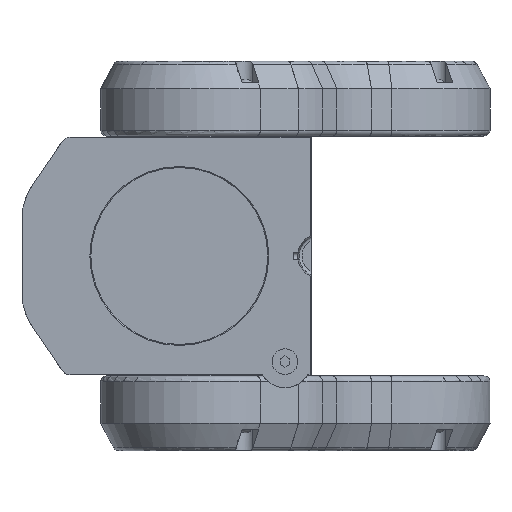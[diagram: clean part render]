
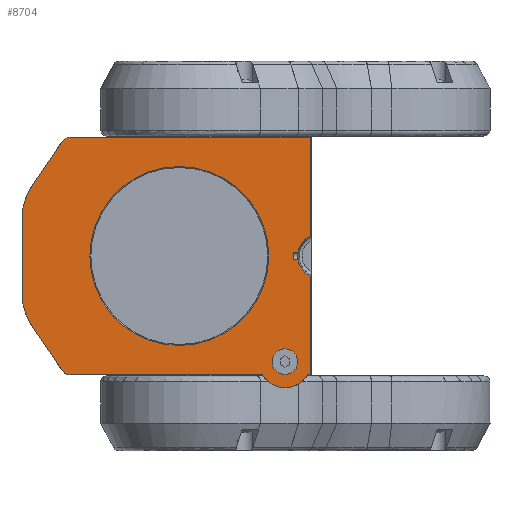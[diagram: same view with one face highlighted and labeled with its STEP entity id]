
A CAD part, front view. The second image highlights one B-rep face of the part: STEP entity #8704.
In plain terms, the highlighted planar face has unit normal (0, -1, 0).
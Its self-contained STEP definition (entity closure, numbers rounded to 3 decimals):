
#1543=CARTESIAN_POINT('',(53.74,0.,-53.74));
#1544=DIRECTION('',(0.,1.,0.));
#1545=DIRECTION('',(0.,0.,-1.));
#1546=AXIS2_PLACEMENT_3D('',#1543,#1544,#1545);
#1551=CARTESIAN_POINT('',(53.74,0.,-53.74));
#1552=DIRECTION('',(0.,1.,0.));
#1553=DIRECTION('',(0.86,0.,-0.51));
#1554=AXIS2_PLACEMENT_3D('',#1551,#1552,#1553);
#1812=CARTESIAN_POINT('',(60.306,0.,2.));
#1857=DIRECTION('',(-1.,0.,0.));
#1858=VECTOR('',#1857,97.696);
#1859=CARTESIAN_POINT('',(42.344,0.,-60.5));
#1860=LINE('',#1859,#1858);
#1864=CARTESIAN_POINT('',(-55.352,0.,-55.5));
#1865=DIRECTION('',(0.,1.,0.));
#1866=DIRECTION('',(0.,0.,-1.));
#1867=AXIS2_PLACEMENT_3D('',#1864,#1865,#1866);
#1872=DIRECTION('',(-0.562,0.,0.827));
#1873=VECTOR('',#1872,27.272);
#1874=CARTESIAN_POINT('',(-59.488,0.,-58.31));
#1875=LINE('',#1874,#1873);
#1879=CARTESIAN_POINT('',(-50.,0.,-18.893));
#1880=DIRECTION('',(0.,1.,0.));
#1881=DIRECTION('',(-0.827,0.,-0.562));
#1882=AXIS2_PLACEMENT_3D('',#1879,#1880,#1881);
#1887=CARTESIAN_POINT('',(-50.,0.,18.893));
#1888=DIRECTION('',(0.,1.,0.));
#1889=DIRECTION('',(-0.983,0.,0.182));
#1890=AXIS2_PLACEMENT_3D('',#1887,#1888,#1889);
#1895=DIRECTION('',(0.562,0.,0.827));
#1896=VECTOR('',#1895,27.272);
#1897=CARTESIAN_POINT('',(-74.814,0.,35.752));
#1898=LINE('',#1897,#1896);
#1902=CARTESIAN_POINT('',(-55.352,0.,55.5));
#1903=DIRECTION('',(0.,1.,0.));
#1904=DIRECTION('',(-0.827,0.,0.562));
#1905=AXIS2_PLACEMENT_3D('',#1902,#1903,#1904);
#1910=DIRECTION('',(1.,0.,0.));
#1911=VECTOR('',#1910,121.852);
#1912=CARTESIAN_POINT('',(-55.352,0.,60.5));
#1913=LINE('',#1912,#1911);
#1917=CARTESIAN_POINT('',(71.5,0.,0.));
#1918=DIRECTION('',(0.,-1.,0.));
#1919=DIRECTION('',(-0.44,0.,0.898));
#1920=AXIS2_PLACEMENT_3D('',#1917,#1918,#1919);
#1925=DIRECTION('',(-1.,0.,0.));
#1926=VECTOR('',#1925,2.386);
#1927=CARTESIAN_POINT('',(60.306,0.,2.));
#1928=LINE('',#1927,#1926);
#1932=DIRECTION('',(0.,0.,-1.));
#1933=VECTOR('',#1932,4.);
#1934=CARTESIAN_POINT('',(57.92,0.,2.));
#1935=LINE('',#1934,#1933);
#1939=DIRECTION('',(1.,0.,0.));
#1940=VECTOR('',#1939,2.386);
#1941=CARTESIAN_POINT('',(57.92,0.,-2.));
#1942=LINE('',#1941,#1940);
#1946=CARTESIAN_POINT('',(71.5,0.,0.));
#1947=DIRECTION('',(0.,-1.,0.));
#1948=DIRECTION('',(-0.984,0.,-0.176));
#1949=AXIS2_PLACEMENT_3D('',#1946,#1947,#1948);
#1954=DIRECTION('',(-1.,0.,0.));
#1955=VECTOR('',#1954,1.364);
#1956=CARTESIAN_POINT('',(66.5,0.,-60.5));
#1957=LINE('',#1956,#1955);
#1961=CARTESIAN_POINT('',(53.74,0.,-53.74));
#1962=DIRECTION('',(0.,-1.,0.));
#1963=DIRECTION('',(0.,0.,-1.));
#1964=AXIS2_PLACEMENT_3D('',#1961,#1962,#1963);
#1969=CARTESIAN_POINT('',(53.74,0.,-53.74));
#1970=DIRECTION('',(0.,-1.,0.));
#1971=DIRECTION('',(0.,0.,1.));
#1972=AXIS2_PLACEMENT_3D('',#1969,#1970,#1971);
#1977=CARTESIAN_POINT('',(0.,0.,0.));
#1978=DIRECTION('',(0.,-1.,0.));
#1979=DIRECTION('',(0.,0.,1.));
#1980=AXIS2_PLACEMENT_3D('',#1977,#1978,#1979);
#1985=CARTESIAN_POINT('',(0.,0.,0.));
#1986=DIRECTION('',(0.,-1.,0.));
#1987=DIRECTION('',(0.,0.,-1.));
#1988=AXIS2_PLACEMENT_3D('',#1985,#1986,#1987);
#4815=DIRECTION('',(0.,0.,-1.));
#4816=VECTOR('',#4815,50.287);
#4817=CARTESIAN_POINT('',(66.5,0.,60.5));
#4818=LINE('',#4817,#4816);
#5108=DIRECTION('',(0.,0.,1.));
#5109=VECTOR('',#5108,48.694);
#5110=CARTESIAN_POINT('',(-79.5,0.,-24.347));
#5111=LINE('',#5110,#5109);
#5274=DIRECTION('',(0.,0.,-1.));
#5275=VECTOR('',#5274,50.287);
#5276=CARTESIAN_POINT('',(66.5,0.,-10.213));
#5277=LINE('',#5276,#5275);
#7127=CARTESIAN_POINT('',(65.136,0.,-60.5));
#7128=VERTEX_POINT('',#7127);
#7129=CARTESIAN_POINT('',(53.74,0.,-66.99));
#7130=VERTEX_POINT('',#7129);
#7131=CARTESIAN_POINT('',(42.344,0.,-60.5));
#7132=VERTEX_POINT('',#7131);
#7301=CARTESIAN_POINT('',(-55.352,0.,-60.5));
#7302=VERTEX_POINT('',#7301);
#7303=CARTESIAN_POINT('',(66.5,0.,-60.5));
#7304=VERTEX_POINT('',#7303);
#7325=CARTESIAN_POINT('',(60.306,0.,-2.));
#7326=CARTESIAN_POINT('',(66.5,0.,-10.213));
#7327=VERTEX_POINT('',#7325);
#7328=VERTEX_POINT('',#7326);
#7331=VERTEX_POINT('',#1812);
#7332=CARTESIAN_POINT('',(66.5,0.,10.213));
#7333=VERTEX_POINT('',#7332);
#7334=CARTESIAN_POINT('',(-59.488,0.,-58.31));
#7335=VERTEX_POINT('',#7334);
#7336=CARTESIAN_POINT('',(-74.814,0.,-35.752));
#7337=VERTEX_POINT('',#7336);
#7338=CARTESIAN_POINT('',(-79.5,0.,-24.347));
#7339=VERTEX_POINT('',#7338);
#7340=CARTESIAN_POINT('',(-79.5,0.,24.347));
#7341=VERTEX_POINT('',#7340);
#7342=CARTESIAN_POINT('',(-74.814,0.,35.752));
#7343=VERTEX_POINT('',#7342);
#7344=CARTESIAN_POINT('',(-59.488,0.,58.31));
#7345=VERTEX_POINT('',#7344);
#7346=CARTESIAN_POINT('',(-55.352,0.,60.5));
#7347=VERTEX_POINT('',#7346);
#7348=CARTESIAN_POINT('',(66.5,0.,60.5));
#7349=VERTEX_POINT('',#7348);
#7350=CARTESIAN_POINT('',(57.92,0.,2.));
#7351=VERTEX_POINT('',#7350);
#7352=CARTESIAN_POINT('',(57.92,0.,-2.));
#7353=VERTEX_POINT('',#7352);
#7354=CARTESIAN_POINT('',(53.74,0.,-60.24));
#7355=CARTESIAN_POINT('',(53.74,0.,-47.24));
#7356=VERTEX_POINT('',#7354);
#7357=VERTEX_POINT('',#7355);
#7358=CARTESIAN_POINT('',(0.,0.,45.5));
#7359=CARTESIAN_POINT('',(0.,0.,-45.5));
#7360=VERTEX_POINT('',#7358);
#7361=VERTEX_POINT('',#7359);
#8653=CARTESIAN_POINT('',(66.5,0.,-60.5));
#8654=DIRECTION('',(0.,1.,0.));
#8655=DIRECTION('',(0.,0.,-1.));
#8656=AXIS2_PLACEMENT_3D('',#8653,#8654,#8655);
#8657=PLANE('',#8656);
#8658=ORIENTED_EDGE('',*,*,#8497,.T.);
#8659=ORIENTED_EDGE('',*,*,#8576,.T.);
#8661=ORIENTED_EDGE('',*,*,#8660,.T.);
#8663=ORIENTED_EDGE('',*,*,#8662,.T.);
#8665=ORIENTED_EDGE('',*,*,#8664,.T.);
#8667=ORIENTED_EDGE('',*,*,#8666,.T.);
#8669=ORIENTED_EDGE('',*,*,#8668,.T.);
#8671=ORIENTED_EDGE('',*,*,#8670,.T.);
#8673=ORIENTED_EDGE('',*,*,#8672,.T.);
#8675=ORIENTED_EDGE('',*,*,#8674,.T.);
#8677=ORIENTED_EDGE('',*,*,#8676,.T.);
#8678=ORIENTED_EDGE('',*,*,#8640,.T.);
#8680=ORIENTED_EDGE('',*,*,#8679,.T.);
#8682=ORIENTED_EDGE('',*,*,#8681,.T.);
#8684=ORIENTED_EDGE('',*,*,#8683,.T.);
#8685=ORIENTED_EDGE('',*,*,#8632,.T.);
#8687=ORIENTED_EDGE('',*,*,#8686,.T.);
#8688=ORIENTED_EDGE('',*,*,#8581,.T.);
#8689=ORIENTED_EDGE('',*,*,#8499,.T.);
#8690=EDGE_LOOP('',(#8658,#8659,#8661,#8663,#8665,#8667,#8669,#8671,#8673,#8675,
#8677,#8678,#8680,#8682,#8684,#8685,#8687,#8688,#8689));
#8691=FACE_OUTER_BOUND('',#8690,.F.);
#8693=ORIENTED_EDGE('',*,*,#8692,.T.);
#8695=ORIENTED_EDGE('',*,*,#8694,.T.);
#8696=EDGE_LOOP('',(#8693,#8695));
#8697=FACE_BOUND('',#8696,.F.);
#8699=ORIENTED_EDGE('',*,*,#8698,.T.);
#8701=ORIENTED_EDGE('',*,*,#8700,.T.);
#8702=EDGE_LOOP('',(#8699,#8701));
#8703=FACE_BOUND('',#8702,.F.);
#1547=CIRCLE('',#1546,13.25);
#1555=CIRCLE('',#1554,13.25);
#1868=CIRCLE('',#1867,5.);
#1883=CIRCLE('',#1882,30.);
#1891=CIRCLE('',#1890,30.);
#1906=CIRCLE('',#1905,5.);
#1921=CIRCLE('',#1920,11.372);
#1950=CIRCLE('',#1949,11.372);
#1965=CIRCLE('',#1964,6.5);
#1973=CIRCLE('',#1972,6.5);
#1981=CIRCLE('',#1980,45.5);
#1989=CIRCLE('',#1988,45.5);
#8497=EDGE_CURVE('',#7130,#7132,#1547,.T.);
#8499=EDGE_CURVE('',#7128,#7130,#1555,.T.);
#8576=EDGE_CURVE('',#7132,#7302,#1860,.T.);
#8581=EDGE_CURVE('',#7304,#7128,#1957,.T.);
#8632=EDGE_CURVE('',#7327,#7328,#1950,.T.);
#8640=EDGE_CURVE('',#7333,#7331,#1921,.T.);
#8660=EDGE_CURVE('',#7302,#7335,#1868,.T.);
#8662=EDGE_CURVE('',#7335,#7337,#1875,.T.);
#8664=EDGE_CURVE('',#7337,#7339,#1883,.T.);
#8666=EDGE_CURVE('',#7339,#7341,#5111,.T.);
#8668=EDGE_CURVE('',#7341,#7343,#1891,.T.);
#8670=EDGE_CURVE('',#7343,#7345,#1898,.T.);
#8672=EDGE_CURVE('',#7345,#7347,#1906,.T.);
#8674=EDGE_CURVE('',#7347,#7349,#1913,.T.);
#8676=EDGE_CURVE('',#7349,#7333,#4818,.T.);
#8679=EDGE_CURVE('',#7331,#7351,#1928,.T.);
#8681=EDGE_CURVE('',#7351,#7353,#1935,.T.);
#8683=EDGE_CURVE('',#7353,#7327,#1942,.T.);
#8686=EDGE_CURVE('',#7328,#7304,#5277,.T.);
#8692=EDGE_CURVE('',#7356,#7357,#1965,.T.);
#8694=EDGE_CURVE('',#7357,#7356,#1973,.T.);
#8698=EDGE_CURVE('',#7360,#7361,#1981,.T.);
#8700=EDGE_CURVE('',#7361,#7360,#1989,.T.);
#8704=ADVANCED_FACE('',(#8691,#8697,#8703),#8657,.F.);
